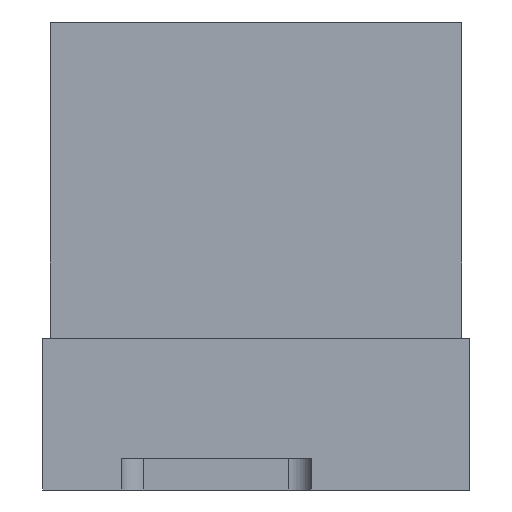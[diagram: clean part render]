
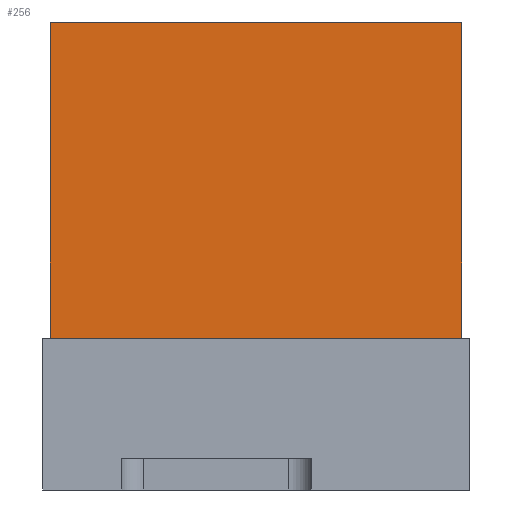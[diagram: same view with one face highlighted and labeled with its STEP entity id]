
A CAD part, left-side view. The second image highlights one B-rep face of the part: STEP entity #256.
In plain terms, the highlighted planar face has unit normal (-1, 0, 0).
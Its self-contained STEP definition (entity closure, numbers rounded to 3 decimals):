
#256=ADVANCED_FACE('',(#1435),#689,.F.);
#689=PLANE('',#8494);
#1435=FACE_OUTER_BOUND('',#1886,.T.);
#1886=EDGE_LOOP('',(#2715,#2716,#2717,#2718));
#2715=ORIENTED_EDGE('',*,*,#5719,.F.);
#2716=ORIENTED_EDGE('',*,*,#5752,.T.);
#2717=ORIENTED_EDGE('',*,*,#5738,.T.);
#2718=ORIENTED_EDGE('',*,*,#5747,.T.);
#4933=VERTEX_POINT('',#11374);
#4934=VERTEX_POINT('',#11376);
#4942=VERTEX_POINT('',#11400);
#4945=VERTEX_POINT('',#11408);
#5719=EDGE_CURVE('',#4933,#4934,#6769,.T.);
#5738=EDGE_CURVE('',#4942,#4945,#6783,.T.);
#5747=EDGE_CURVE('',#4945,#4934,#6792,.T.);
#5752=EDGE_CURVE('',#4933,#4942,#6796,.T.);
#6769=LINE('',#11375,#7656);
#6783=LINE('',#11409,#7670);
#6792=LINE('',#11423,#7679);
#6796=LINE('',#11432,#7683);
#7656=VECTOR('',#9098,1.);
#7670=VECTOR('',#9128,1.);
#7679=VECTOR('',#9141,1.);
#7683=VECTOR('',#9151,1.);
#8494=AXIS2_PLACEMENT_3D('',#11433,#9152,#9153);
#9098=DIRECTION('',(0.,0.,-1.));
#9128=DIRECTION('',(0.,0.,-1.));
#9141=DIRECTION('',(0.,-1.,0.));
#9151=DIRECTION('',(0.,1.,0.));
#9152=DIRECTION('',(1.,0.,0.));
#9153=DIRECTION('',(0.,0.,-1.));
#11374=CARTESIAN_POINT('',(-12.4,-7.75,15.59));
#11375=CARTESIAN_POINT('',(-12.4,-7.75,15.6));
#11376=CARTESIAN_POINT('',(-12.4,-7.75,5.6));
#11400=CARTESIAN_POINT('',(-12.4,5.25,15.59));
#11408=CARTESIAN_POINT('',(-12.4,5.25,5.6));
#11409=CARTESIAN_POINT('',(-12.4,5.25,15.6));
#11423=CARTESIAN_POINT('',(-12.4,5.25,5.6));
#11432=CARTESIAN_POINT('',(-12.4,-7.75,15.59));
#11433=CARTESIAN_POINT('',(-12.4,5.25,15.6));
